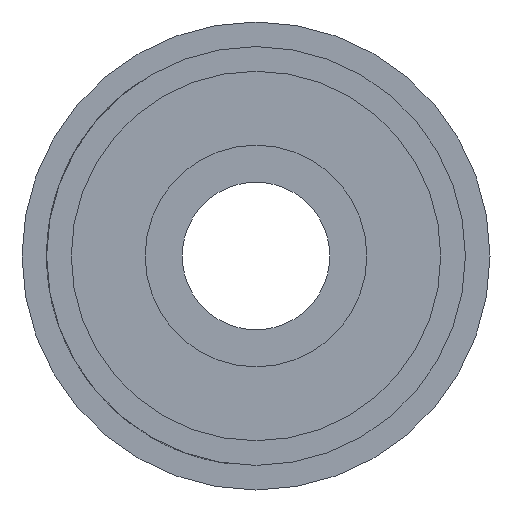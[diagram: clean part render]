
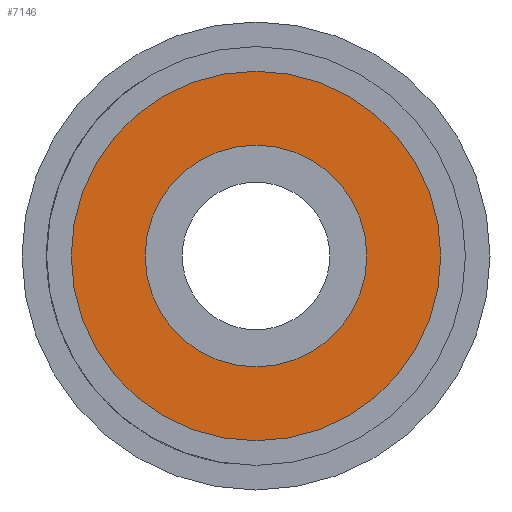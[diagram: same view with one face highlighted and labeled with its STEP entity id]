
A CAD part, left-side view. The second image highlights one B-rep face of the part: STEP entity #7146.
In plain terms, the highlighted planar face has unit normal (-1, 0, 0).
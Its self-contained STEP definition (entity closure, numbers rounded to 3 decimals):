
#133 = DIRECTION ( 'NONE',  ( 0., 0., 1. ) ) ;
#187 = EDGE_CURVE ( 'NONE', #1926, #7271, #207, .T. ) ;
#207 = CIRCLE ( 'NONE', #4841, 4.5 ) ;
#268 = EDGE_CURVE ( 'NONE', #1882, #6323, #7449, .T. ) ;
#306 = EDGE_CURVE ( 'NONE', #7271, #1926, #5430, .T. ) ;
#361 = AXIS2_PLACEMENT_3D ( 'NONE', #4605, #3877, #519 ) ;
#386 = FACE_BOUND ( 'NONE', #510, .T. ) ;
#510 = EDGE_LOOP ( 'NONE', ( #7321, #8645 ) ) ;
#519 = DIRECTION ( 'NONE',  ( 0., 0., -1. ) ) ;
#903 = DIRECTION ( 'NONE',  ( -1., 0., 0. ) ) ;
#1503 = AXIS2_PLACEMENT_3D ( 'NONE', #7845, #903, #133 ) ;
#1542 = DIRECTION ( 'NONE',  ( 0., 0., 1. ) ) ;
#1791 = DIRECTION ( 'NONE',  ( -1., 0., 0. ) ) ;
#1882 = VERTEX_POINT ( 'NONE', #8038 ) ;
#1926 = VERTEX_POINT ( 'NONE', #7398 ) ;
#2795 = EDGE_CURVE ( 'NONE', #6323, #1882, #3227, .T. ) ;
#2987 = CARTESIAN_POINT ( 'NONE',  ( 0., 0., 0. ) ) ;
#3037 = EDGE_LOOP ( 'NONE', ( #6424, #4149 ) ) ;
#3145 = PLANE ( 'NONE',  #361 ) ;
#3227 = CIRCLE ( 'NONE', #5848, 7.5 ) ;
#3229 = CARTESIAN_POINT ( 'NONE',  ( 0., 0., 7.5 ) ) ;
#3525 = DIRECTION ( 'NONE',  ( 0., 0., 1. ) ) ;
#3877 = DIRECTION ( 'NONE',  ( 1., 0., 0. ) ) ;
#4149 = ORIENTED_EDGE ( 'NONE', *, *, #268, .T. ) ;
#4605 = CARTESIAN_POINT ( 'NONE',  ( 0., 0., 0. ) ) ;
#4841 = AXIS2_PLACEMENT_3D ( 'NONE', #2987, #8529, #3525 ) ;
#5382 = DIRECTION ( 'NONE',  ( 0., 0., 1. ) ) ;
#5430 = CIRCLE ( 'NONE', #1503, 4.5 ) ;
#5848 = AXIS2_PLACEMENT_3D ( 'NONE', #8004, #1791, #5382 ) ;
#6323 = VERTEX_POINT ( 'NONE', #3229 ) ;
#6424 = ORIENTED_EDGE ( 'NONE', *, *, #2795, .T. ) ;
#7030 = CARTESIAN_POINT ( 'NONE',  ( 0., 0., 0. ) ) ;
#7146 = ADVANCED_FACE ( 'NONE', ( #386, #8827 ), #3145, .F. ) ;
#7271 = VERTEX_POINT ( 'NONE', #7591 ) ;
#7305 = AXIS2_PLACEMENT_3D ( 'NONE', #7030, #7802, #1542 ) ;
#7321 = ORIENTED_EDGE ( 'NONE', *, *, #187, .F. ) ;
#7398 = CARTESIAN_POINT ( 'NONE',  ( 0., 0., 4.5 ) ) ;
#7449 = CIRCLE ( 'NONE', #7305, 7.5 ) ;
#7591 = CARTESIAN_POINT ( 'NONE',  ( 0., 0., -4.5 ) ) ;
#7802 = DIRECTION ( 'NONE',  ( -1., 0., 0. ) ) ;
#7845 = CARTESIAN_POINT ( 'NONE',  ( 0., 0., 0. ) ) ;
#8004 = CARTESIAN_POINT ( 'NONE',  ( 0., 0., 0. ) ) ;
#8038 = CARTESIAN_POINT ( 'NONE',  ( 0., 0., -7.5 ) ) ;
#8529 = DIRECTION ( 'NONE',  ( -1., 0., 0. ) ) ;
#8645 = ORIENTED_EDGE ( 'NONE', *, *, #306, .F. ) ;
#8827 = FACE_OUTER_BOUND ( 'NONE', #3037, .T. ) ;
